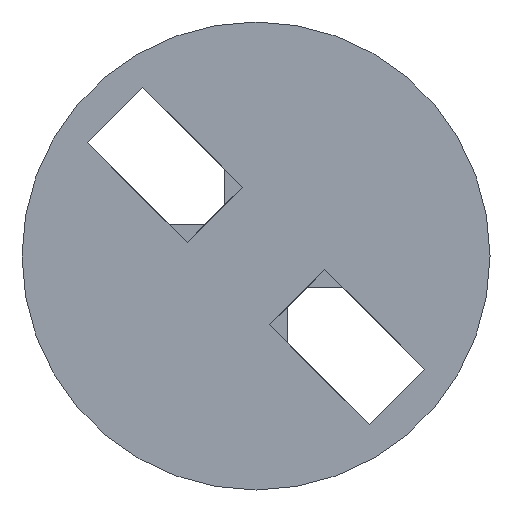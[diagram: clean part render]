
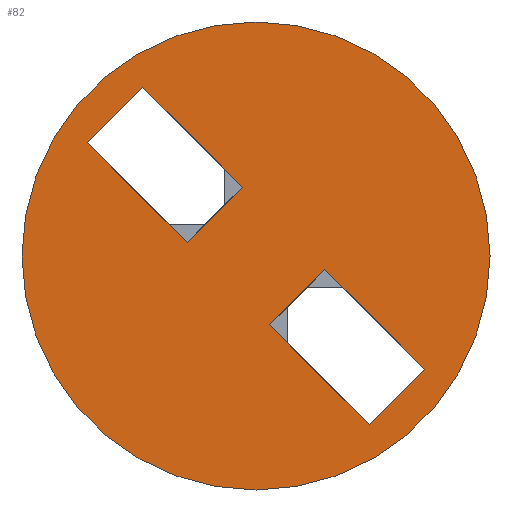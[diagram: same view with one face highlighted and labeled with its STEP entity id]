
A CAD part, front view. The second image highlights one B-rep face of the part: STEP entity #82.
In plain terms, the highlighted planar face has unit normal (0, -1, 0).
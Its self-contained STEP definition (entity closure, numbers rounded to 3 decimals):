
#82=ADVANCED_FACE('NONE',(#187,#188,#189),#190,.F.);
#187=FACE_OUTER_BOUND('',#315,.T.);
#188=FACE_BOUND('',#316,.T.);
#189=FACE_BOUND('',#317,.T.);
#190=PLANE('',#318);
#315=EDGE_LOOP('',(#490,#491));
#316=EDGE_LOOP('',(#492,#493,#494,#495));
#317=EDGE_LOOP('',(#496,#497,#498,#499));
#318=AXIS2_PLACEMENT_3D('',#500,#501,#502);
#490=ORIENTED_EDGE('',*,*,#826,.T.);
#491=ORIENTED_EDGE('',*,*,#827,.T.);
#492=ORIENTED_EDGE('',*,*,#828,.T.);
#493=ORIENTED_EDGE('',*,*,#829,.F.);
#494=ORIENTED_EDGE('',*,*,#830,.T.);
#495=ORIENTED_EDGE('',*,*,#831,.F.);
#496=ORIENTED_EDGE('',*,*,#832,.T.);
#497=ORIENTED_EDGE('',*,*,#806,.F.);
#498=ORIENTED_EDGE('',*,*,#833,.T.);
#499=ORIENTED_EDGE('',*,*,#834,.F.);
#500=CARTESIAN_POINT('',(-3.036,0.0,-3.036));
#501=DIRECTION('',(0.0,1.0,0.0));
#502=DIRECTION('',(1.0,0.0,-0.0));
#806=EDGE_CURVE('NONE',#972,#973,#974,.T.);
#826=EDGE_CURVE('NONE',#1004,#1005,#1006,.T.);
#827=EDGE_CURVE('NONE',#1005,#1004,#1007,.T.);
#828=EDGE_CURVE('NONE',#1008,#1009,#1010,.T.);
#829=EDGE_CURVE('NONE',#1011,#1009,#1012,.T.);
#830=EDGE_CURVE('NONE',#1011,#1013,#1014,.T.);
#831=EDGE_CURVE('NONE',#1008,#1013,#1015,.T.);
#832=EDGE_CURVE('NONE',#1016,#973,#1017,.T.);
#833=EDGE_CURVE('NONE',#972,#1018,#1019,.T.);
#834=EDGE_CURVE('NONE',#1016,#1018,#1020,.T.);
#972=VERTEX_POINT('NONE',#1208);
#973=VERTEX_POINT('NONE',#1209);
#974=LINE('',#1210,#1211);
#1004=VERTEX_POINT('NONE',#1256);
#1005=VERTEX_POINT('NONE',#1257);
#1006=CIRCLE('',#1258,3.0);
#1007=CIRCLE('',#1259,3.0);
#1008=VERTEX_POINT('NONE',#1260);
#1009=VERTEX_POINT('NONE',#1261);
#1010=LINE('',#1262,#1263);
#1011=VERTEX_POINT('NONE',#1264);
#1012=LINE('',#1265,#1266);
#1013=VERTEX_POINT('NONE',#1267);
#1014=LINE('',#1268,#1269);
#1015=LINE('',#1270,#1271);
#1016=VERTEX_POINT('NONE',#1272);
#1017=LINE('',#1273,#1274);
#1018=VERTEX_POINT('NONE',#1275);
#1019=LINE('',#1276,#1277);
#1020=LINE('',#1278,#1279);
#1208=CARTESIAN_POINT('',(0.177,0.,-0.884));
#1209=CARTESIAN_POINT('',(1.45,0.,-2.157));
#1210=CARTESIAN_POINT('',(1.45,0.,-2.157));
#1211=VECTOR('',#1476,1000.0);
#1256=CARTESIAN_POINT('',(0.0,0.0,-3.0));
#1257=CARTESIAN_POINT('',(0.,0.0,3.0));
#1258=AXIS2_PLACEMENT_3D('',#1492,#1493,#1494);
#1259=AXIS2_PLACEMENT_3D('',#1495,#1496,#1497);
#1260=CARTESIAN_POINT('',(-0.177,0.,0.884));
#1261=CARTESIAN_POINT('',(-0.884,0.,0.177));
#1262=CARTESIAN_POINT('',(-0.53,0.0,0.53));
#1263=VECTOR('',#1498,1000.0);
#1264=CARTESIAN_POINT('',(-2.157,0.,1.45));
#1265=CARTESIAN_POINT('',(-0.884,0.,0.177));
#1266=VECTOR('',#1499,1000.0);
#1267=CARTESIAN_POINT('',(-1.45,0.,2.157));
#1268=CARTESIAN_POINT('',(-1.803,0.0,1.803));
#1269=VECTOR('',#1500,1000.0);
#1270=CARTESIAN_POINT('',(-1.45,0.,2.157));
#1271=VECTOR('',#1501,1000.0);
#1272=CARTESIAN_POINT('',(2.157,0.,-1.45));
#1273=CARTESIAN_POINT('',(1.803,0.0,-1.803));
#1274=VECTOR('',#1502,1000.0);
#1275=CARTESIAN_POINT('',(0.884,0.,-0.177));
#1276=CARTESIAN_POINT('',(0.53,0.0,-0.53));
#1277=VECTOR('',#1503,1000.0);
#1278=CARTESIAN_POINT('',(0.884,0.,-0.177));
#1279=VECTOR('',#1504,1000.0);
#1476=DIRECTION('',(0.707,-0.0,-0.707));
#1492=CARTESIAN_POINT('',(0.0,0.0,0.0));
#1493=DIRECTION('',(0.0,-1.0,0.0));
#1494=DIRECTION('',(0.0,0.0,-1.0));
#1495=CARTESIAN_POINT('',(0.0,0.0,0.0));
#1496=DIRECTION('',(0.0,-1.0,0.0));
#1497=DIRECTION('',(0.0,0.0,-1.0));
#1498=DIRECTION('',(-0.707,0.0,-0.707));
#1499=DIRECTION('',(0.707,-0.0,-0.707));
#1500=DIRECTION('',(0.707,0.0,0.707));
#1501=DIRECTION('',(-0.707,-0.0,0.707));
#1502=DIRECTION('',(-0.707,0.0,-0.707));
#1503=DIRECTION('',(0.707,0.0,0.707));
#1504=DIRECTION('',(-0.707,-0.0,0.707));
